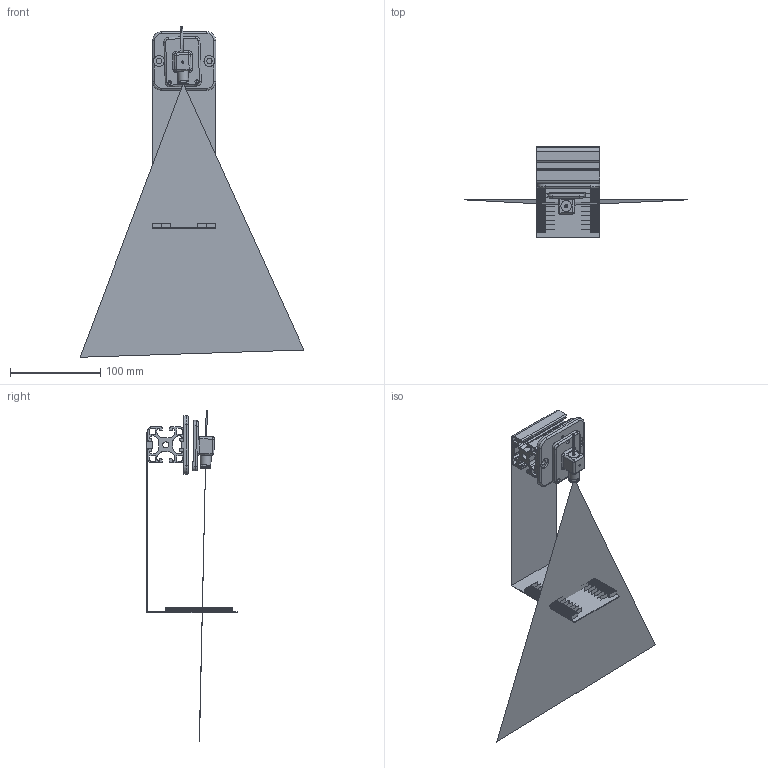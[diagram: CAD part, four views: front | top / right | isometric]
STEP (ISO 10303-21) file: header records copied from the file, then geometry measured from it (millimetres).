
FILE_DESCRIPTION(/* description */ (''),/* implementation_level */ '2;1');
FILE_NAME(/* name */ 'Feinjustierbare.step',/* time_stamp */ '2025-04-20T14:23:44+02:00',/* author */ ('MVM1'),/* organization */ (''),/* preprocessor_version */ 'ST-DEVELOPER v19',/* originating_system */ 'Autodesk Inventor 2023',/* authorisation */ '');
FILE_SCHEMA (('AUTOMOTIVE_DESIGN { 1 0 10303 214 3 1 1 }'));
Length unit declared in the file: millimetre
Products named in the file (6): Feinjustierbare; Zielscheibe; item_0002633_Profil 8 40x40 leicht_L=70_1; Pointer_Grundplatte; Laser Point Red; Pointer_Fixirer
Assembly tree (5 placements, depth 2):
  Feinjustierbare
    Zielscheibe
    item_0002633_Profil 8 40x40 leicht_L=70_1
    Pointer_Grundplatte
    Laser Point Red
    Pointer_Fixirer
Bounding box: 248.4 x 100 x 366.78 mm (x, y, z)
Volume: 112542.5 mm3; surface area: 189254.1 mm2
Topology: 6 solids, 6 shells, 1165 faces, 3412 edges, 2261 vertices
Faces by surface type: plane 1024, cylinder 125, torus 12, sphere 4
Full cylindrical faces by diameter (mm): 2.459 x5, 3 x1, 4 x3, 6 x2, 6.8 x1, 7 x1, 12 x4
Entity records: 39241 total; most frequent: CARTESIAN_POINT 6947, ORIENTED_EDGE 6826, DIRECTION 6220, EDGE_CURVE 3413, LINE 2944, VECTOR 2944, VERTEX_POINT 2263, AXIS2_PLACEMENT_3D 1638
